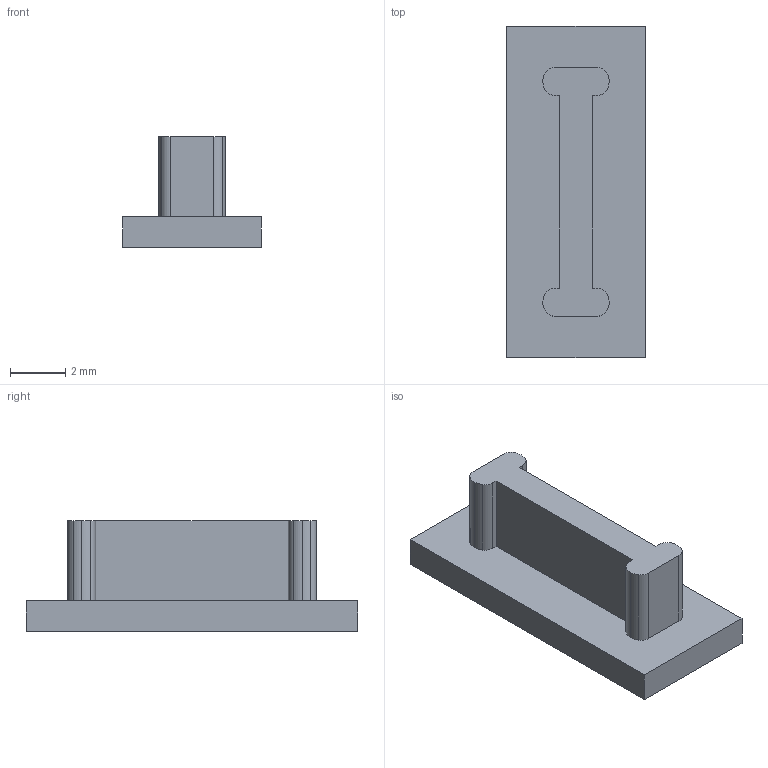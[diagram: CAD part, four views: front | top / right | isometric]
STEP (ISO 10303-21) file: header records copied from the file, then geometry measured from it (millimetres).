
FILE_DESCRIPTION((''),'2;1');
FILE_NAME('ASM0112_ASM','2021-04-02T',('marketing.praksa'),('Audax d.o.o.'),'CREO PARAMETRIC BY PTC INC, 2017480','CREO PARAMETRIC BY PTC INC, 2017480','');
FILE_SCHEMA(('AUTOMOTIVE_DESIGN { 1 0 10303 214 1 1 1 1 }'));
Products named in the file (3): PRT0165; PRT9595; ASM0112_ASM
Assembly tree (2 placements, depth 2):
  ASM0112_ASM
    PRT0165
    PRT9595
Bounding box: 5 x 12 x 4 mm (x, y, z)
Volume: 103.3 mm3; surface area: 264.3 mm2
Topology: 4 solids, 4 shells, 134 faces, 370 edges, 248 vertices
Faces by surface type: plane 72, cylinder 62
Entity records: 6720 total; most frequent: DIRECTION 776, CARTESIAN_POINT 764, ORIENTED_EDGE 740, PRESENTATION_STYLE_ASSIGNMENT 508, STYLED_ITEM 508, CURVE_STYLE 370, EDGE_CURVE 370, AXIS2_PLACEMENT_3D 267
